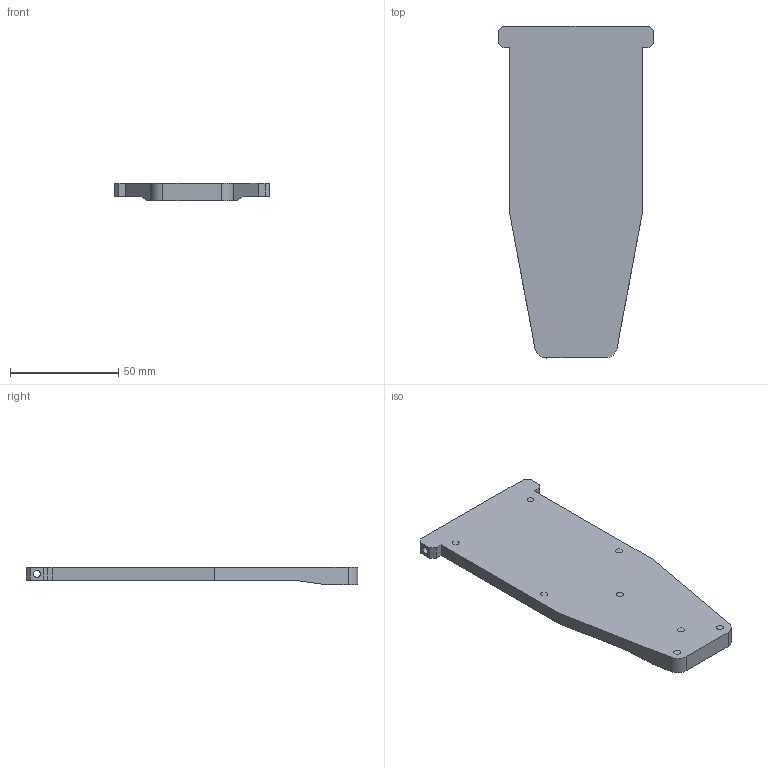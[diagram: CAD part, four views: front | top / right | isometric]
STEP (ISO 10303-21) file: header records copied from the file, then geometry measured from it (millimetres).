
FILE_DESCRIPTION(/* description */ (''),/* implementation_level */ '2;1');
FILE_NAME(/* name */ 'Pi Plattform.step',/* time_stamp */ '2023-05-19T14:15:58+02:00',/* author */ (''),/* organization */ (''),/* preprocessor_version */ 'ST-DEVELOPER v19.2',/* originating_system */ 'Autodesk Translation Framework v12.4.0.73',/* authorisation */ '');
FILE_SCHEMA (('AUTOMOTIVE_DESIGN { 1 0 10303 214 3 1 1 }'));
Length unit declared in the file: millimetre
Products named in the file (1): Pi Plattform
Bounding box: 71.6 x 153.6 x 8 mm (x, y, z)
Volume: 52752.2 mm3; surface area: 21255.6 mm2
Topology: 1 solids, 1 shells, 41 faces, 93 edges, 62 vertices
Faces by surface type: plane 29, cylinder 12
Full cylindrical faces by diameter (mm): 3.2 x9, 7.2 x1
Entity records: 1190 total; most frequent: DIRECTION 203, CARTESIAN_POINT 197, ORIENTED_EDGE 186, EDGE_CURVE 93, AXIS2_PLACEMENT_3D 68, LINE 67, VECTOR 67, VERTEX_POINT 62
